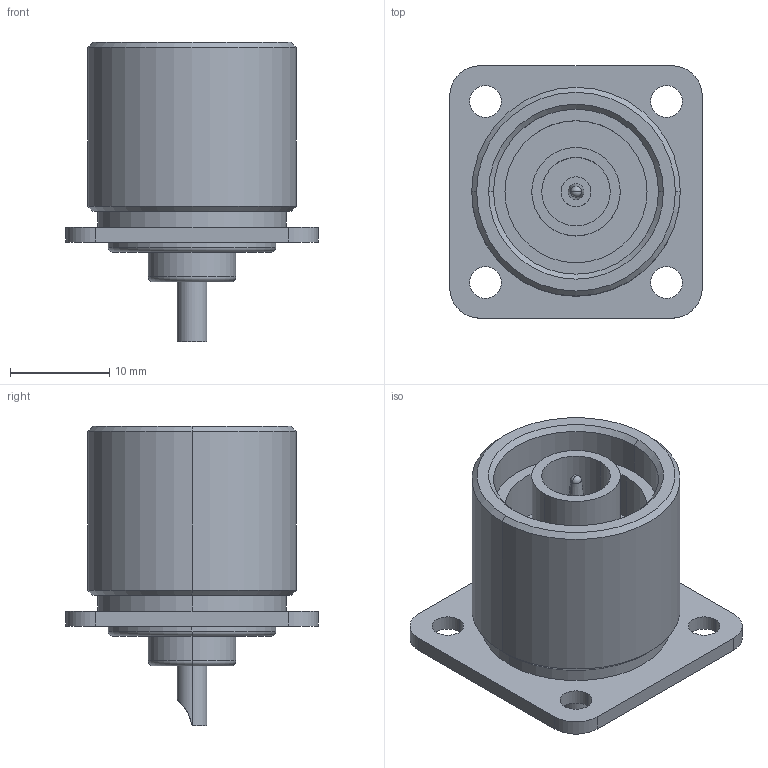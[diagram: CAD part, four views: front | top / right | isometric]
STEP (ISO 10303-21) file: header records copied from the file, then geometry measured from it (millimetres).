
FILE_DESCRIPTION (( 'STEP AP203' ), '1' );
FILE_NAME ('N Type-Male.STEP', '2017-10-16T10:52:20', ( '' ), ( '' ), 'SwSTEP 2.0', 'SolidWorks 2016', '' );
FILE_SCHEMA (( 'CONFIG_CONTROL_DESIGN' ));
Length unit declared in the file: millimetre
Products named in the file (1): N Type-Male
Bounding box: 25.4 x 25.4 x 30.1 mm (x, y, z)
Volume: 6194.4 mm3; surface area: 5319.9 mm2
Topology: 8 solids, 8 shells, 93 faces, 196 edges, 125 vertices
Faces by surface type: cylinder 50, plane 26, cone 10, torus 4, sphere 2, bspline 1
Entity records: 2707 total; most frequent: CARTESIAN_POINT 498, DIRECTION 496, ORIENTED_EDGE 392, AXIS2_PLACEMENT_3D 211, EDGE_CURVE 196, VERTEX_POINT 125, EDGE_LOOP 119, CIRCLE 118
